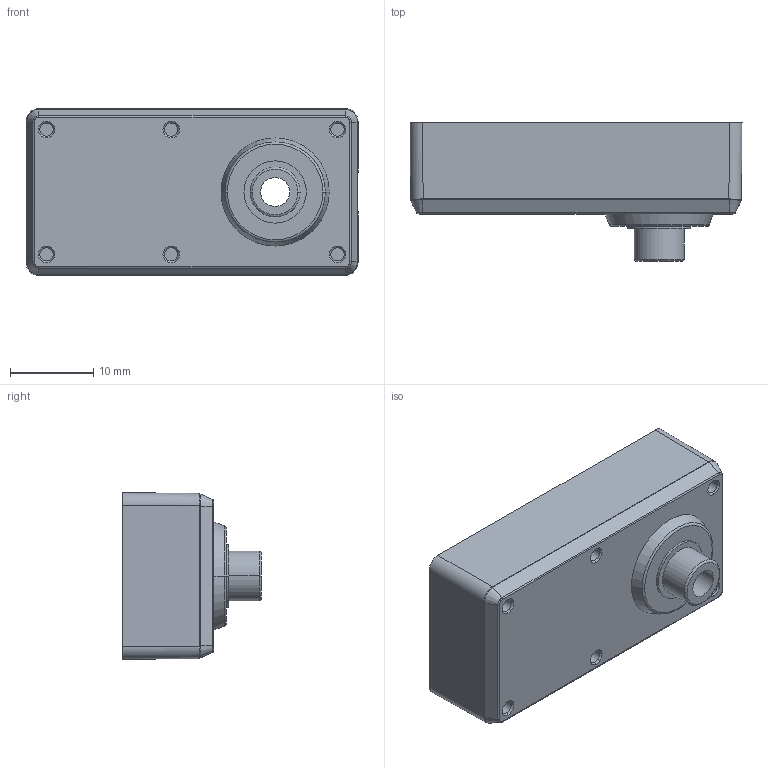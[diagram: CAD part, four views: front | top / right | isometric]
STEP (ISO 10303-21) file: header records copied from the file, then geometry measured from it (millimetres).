
FILE_DESCRIPTION (( 'STEP AP203' ), '1' );
FILE_NAME ('DG_130.stp_Default_sldprt.STEP', '2021-11-09T01:32:16', ( '' ), ( '' ), 'SwSTEP 2.0', 'SolidWorks 2021', '' );
FILE_SCHEMA (( 'CONFIG_CONTROL_DESIGN' ));
Length unit declared in the file: millimetre
Products named in the file (1): DG_130.stp_Default_sldprt
Bounding box: 39.94 x 16.65 x 20.04 mm (x, y, z)
Volume: 2725 mm3; surface area: 4294.7 mm2
Topology: 1 solids, 1 shells, 186 faces, 477 edges, 308 vertices
Faces by surface type: cylinder 72, plane 62, cone 24, bspline 16, torus 12
Entity records: 6540 total; most frequent: CARTESIAN_POINT 2136, ORIENTED_EDGE 954, DIRECTION 844, EDGE_CURVE 477, AXIS2_PLACEMENT_3D 340, VERTEX_POINT 309, EDGE_LOOP 202, FACE_OUTER_BOUND 185
